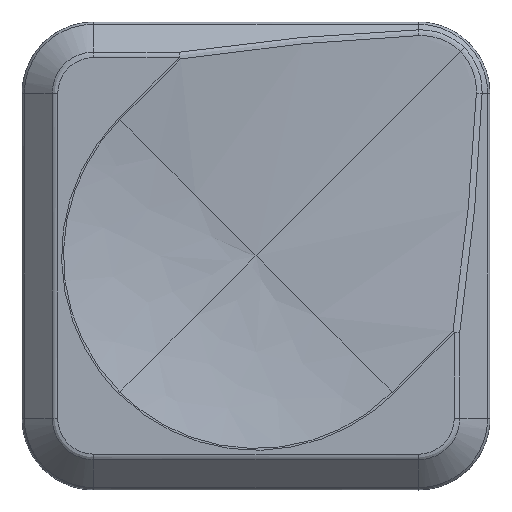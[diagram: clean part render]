
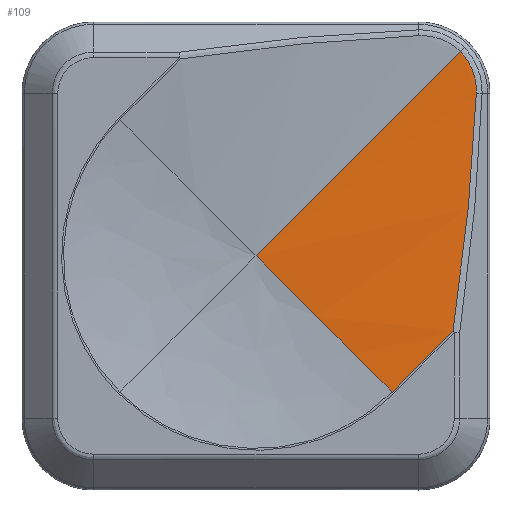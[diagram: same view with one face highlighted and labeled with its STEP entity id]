
A CAD part, top view. The second image highlights one B-rep face of the part: STEP entity #109.
In plain terms, the highlighted free-form (B-spline) face has degree [2, 1] with [3, 2] control points.
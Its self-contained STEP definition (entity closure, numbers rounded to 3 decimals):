
#109=ADVANCED_FACE('',(#203),#1376,.T.);
#203=FACE_OUTER_BOUND('',#300,.T.);
#300=EDGE_LOOP('',(#716,#717,#718,#719,#720));
#716=ORIENTED_EDGE('',*,*,#737,.F.);
#717=ORIENTED_EDGE('',*,*,#940,.F.);
#718=ORIENTED_EDGE('',*,*,#932,.T.);
#719=ORIENTED_EDGE('',*,*,#939,.T.);
#720=ORIENTED_EDGE('',*,*,#738,.F.);
#737=EDGE_CURVE('',#1162,#1164,#1057,.T.);
#738=EDGE_CURVE('',#1164,#1167,#1058,.T.);
#932=EDGE_CURVE('',#1280,#1282,#1146,.T.);
#939=EDGE_CURVE('',#1282,#1167,#1153,.T.);
#940=EDGE_CURVE('',#1280,#1162,#1154,.T.);
#1057=(
BOUNDED_CURVE()
B_SPLINE_CURVE(3,(#2105,#2106,#2107,#2108,#2109),.UNSPECIFIED.,.F.,.F.)
B_SPLINE_CURVE_WITH_KNOTS((4,1,4),(-1.784,-0.89,
-0.007),.UNSPECIFIED.)
CURVE()
GEOMETRIC_REPRESENTATION_ITEM()
RATIONAL_B_SPLINE_CURVE((1.,1.,1.,1.,1.))
REPRESENTATION_ITEM('')
);
#1058=(
BOUNDED_CURVE()
B_SPLINE_CURVE(3,(#2110,#2111,#2112,#2113,#2114,#2115,#2116),
 .UNSPECIFIED.,.F.,.F.)
B_SPLINE_CURVE_WITH_KNOTS((4,3,4),(-8.515,-5.608,
0.775),.UNSPECIFIED.)
CURVE()
GEOMETRIC_REPRESENTATION_ITEM()
RATIONAL_B_SPLINE_CURVE((1.,1.,1.,1.,1.,1.,1.))
REPRESENTATION_ITEM('')
);
#1146=(
BOUNDED_CURVE()
B_SPLINE_CURVE(2,(#2735,#2736,#2737),.UNSPECIFIED.,.F.,.F.)
B_SPLINE_CURVE_WITH_KNOTS((3,3),(-7.517,-0.092),
 .UNSPECIFIED.)
CURVE()
GEOMETRIC_REPRESENTATION_ITEM()
RATIONAL_B_SPLINE_CURVE((1.,1.,1.))
REPRESENTATION_ITEM('')
);
#1153=(
BOUNDED_CURVE()
B_SPLINE_CURVE(1,(#2756,#2757),.UNSPECIFIED.,.F.,.F.)
B_SPLINE_CURVE_WITH_KNOTS((2,2),(0.,3.306),.UNSPECIFIED.)
CURVE()
GEOMETRIC_REPRESENTATION_ITEM()
RATIONAL_B_SPLINE_CURVE((1.,1.))
REPRESENTATION_ITEM('')
);
#1154=(
BOUNDED_CURVE()
B_SPLINE_CURVE(1,(#2758,#2759),.UNSPECIFIED.,.F.,.F.)
B_SPLINE_CURVE_WITH_KNOTS((2,2),(0.,11.115),.UNSPECIFIED.)
CURVE()
GEOMETRIC_REPRESENTATION_ITEM()
RATIONAL_B_SPLINE_CURVE((1.,1.))
REPRESENTATION_ITEM('')
);
#1162=VERTEX_POINT('',#1959);
#1164=VERTEX_POINT('',#1961);
#1167=VERTEX_POINT('',#1964);
#1280=VERTEX_POINT('',#2077);
#1282=VERTEX_POINT('',#2079);
#1376=(
BOUNDED_SURFACE()
B_SPLINE_SURFACE(2,1,((#1943,#1944),(#1945,#1946),(#1947,#1948)),
 .UNSPECIFIED.,.F.,.F.,.F.)
B_SPLINE_SURFACE_WITH_KNOTS((3,3),(2,2),(-7.517,-0.092),
(0.,21.558),.UNSPECIFIED.)
GEOMETRIC_REPRESENTATION_ITEM()
RATIONAL_B_SPLINE_SURFACE(((1.,1.),(1.,1.),(1.,1.)))
REPRESENTATION_ITEM('')
SURFACE()
);
#1943=CARTESIAN_POINT('',(174.226,-25.147,8.55));
#1944=CARTESIAN_POINT('',(189.47,-9.904,8.55));
#1945=CARTESIAN_POINT('',(176.845,-27.767,8.55));
#1946=CARTESIAN_POINT('',(192.089,-12.523,8.55));
#1947=CARTESIAN_POINT('',(179.465,-30.386,9.442));
#1948=CARTESIAN_POINT('',(194.708,-15.142,9.442));
#1959=CARTESIAN_POINT('',(182.085,-17.288,8.55));
#1961=CARTESIAN_POINT('',(182.701,-18.887,8.59));
#1964=CARTESIAN_POINT('',(181.802,-28.049,9.442));
#2077=CARTESIAN_POINT('',(174.226,-25.147,8.55));
#2079=CARTESIAN_POINT('',(179.465,-30.386,9.442));
#2105=CARTESIAN_POINT('',(182.085,-17.288,8.55));
#2106=CARTESIAN_POINT('',(182.294,-17.496,8.55));
#2107=CARTESIAN_POINT('',(182.618,-18.001,8.559));
#2108=CARTESIAN_POINT('',(182.713,-18.594,8.58));
#2109=CARTESIAN_POINT('',(182.701,-18.887,8.59));
#2110=CARTESIAN_POINT('',(182.701,-18.887,8.59));
#2111=CARTESIAN_POINT('',(182.663,-19.85,8.623));
#2112=CARTESIAN_POINT('',(182.604,-20.812,8.676));
#2113=CARTESIAN_POINT('',(182.529,-21.772,8.747));
#2114=CARTESIAN_POINT('',(182.363,-23.879,8.903));
#2115=CARTESIAN_POINT('',(182.113,-25.973,9.141));
#2116=CARTESIAN_POINT('',(181.802,-28.049,9.442));
#2735=CARTESIAN_POINT('',(174.226,-25.147,8.55));
#2736=CARTESIAN_POINT('',(176.845,-27.767,8.55));
#2737=CARTESIAN_POINT('',(179.465,-30.386,9.442));
#2756=CARTESIAN_POINT('',(179.465,-30.386,9.442));
#2757=CARTESIAN_POINT('',(181.802,-28.049,9.442));
#2758=CARTESIAN_POINT('',(174.226,-25.147,8.55));
#2759=CARTESIAN_POINT('',(182.085,-17.288,8.55));
